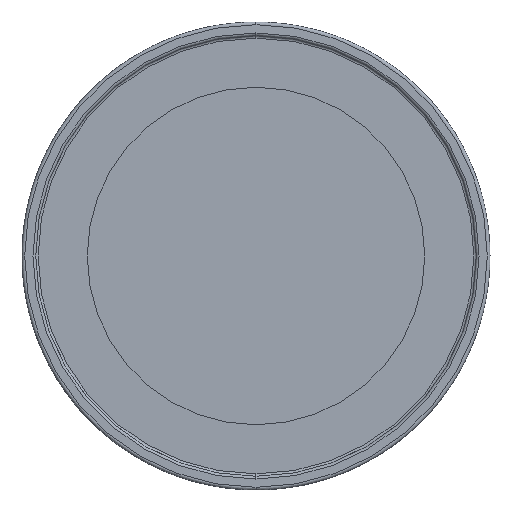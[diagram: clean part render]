
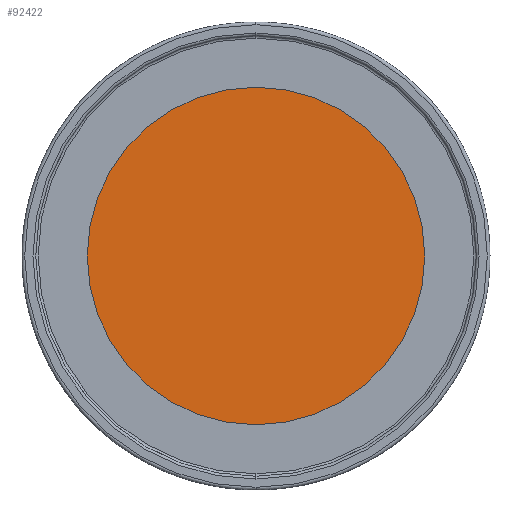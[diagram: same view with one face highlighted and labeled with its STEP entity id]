
A CAD part, front view. The second image highlights one B-rep face of the part: STEP entity #92422.
In plain terms, the highlighted planar face has unit normal (0, -1, 0).
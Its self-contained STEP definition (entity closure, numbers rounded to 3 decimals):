
#1629 = AXIS2_PLACEMENT_3D ( 'NONE', #21120, #49720, #78325 ) ;
#3318 = FACE_OUTER_BOUND ( 'NONE', #61167, .T. ) ;
#8009 = CARTESIAN_POINT ( 'NONE',  ( 0., 0.2, 0. ) ) ;
#11700 = EDGE_CURVE ( 'NONE', #57109, #45654, #80237, .T. ) ;
#21120 = CARTESIAN_POINT ( 'NONE',  ( 0., 0.2, 0. ) ) ;
#24872 = DIRECTION ( 'NONE',  ( 0., 0., 1. ) ) ;
#26670 = ORIENTED_EDGE ( 'NONE', *, *, #46873, .F. ) ;
#30725 = CARTESIAN_POINT ( 'NONE',  ( 0., 0.2, -9.375 ) ) ;
#31908 = PLANE ( 'NONE',  #37650 ) ;
#36610 = DIRECTION ( 'NONE',  ( 0., 1., 0. ) ) ;
#37650 = AXIS2_PLACEMENT_3D ( 'NONE', #60494, #89114, #24872 ) ;
#42019 = CIRCLE ( 'NONE', #1629, 9.375 ) ;
#43058 = AXIS2_PLACEMENT_3D ( 'NONE', #8009, #36610, #65188 ) ;
#45654 = VERTEX_POINT ( 'NONE', #77047 ) ;
#46873 = EDGE_CURVE ( 'NONE', #45654, #57109, #42019, .T. ) ;
#49720 = DIRECTION ( 'NONE',  ( 0., 1., 0. ) ) ;
#57109 = VERTEX_POINT ( 'NONE', #30725 ) ;
#60494 = CARTESIAN_POINT ( 'NONE',  ( 0., 0.2, 0. ) ) ;
#61015 = ORIENTED_EDGE ( 'NONE', *, *, #11700, .F. ) ;
#61167 = EDGE_LOOP ( 'NONE', ( #26670, #61015 ) ) ;
#65188 = DIRECTION ( 'NONE',  ( 0., 0., -1. ) ) ;
#77047 = CARTESIAN_POINT ( 'NONE',  ( 0., 0.2, 9.375 ) ) ;
#78325 = DIRECTION ( 'NONE',  ( 0., 0., -1. ) ) ;
#80237 = CIRCLE ( 'NONE', #43058, 9.375 ) ;
#89114 = DIRECTION ( 'NONE',  ( 0., -1., 0. ) ) ;
#92422 = ADVANCED_FACE ( 'NONE', ( #3318 ), #31908, .T. ) ;
